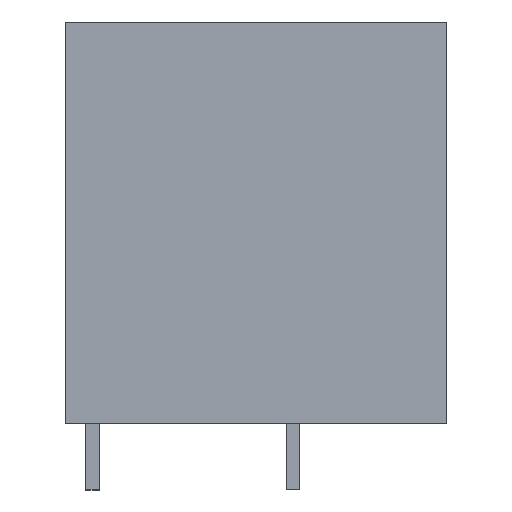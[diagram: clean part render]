
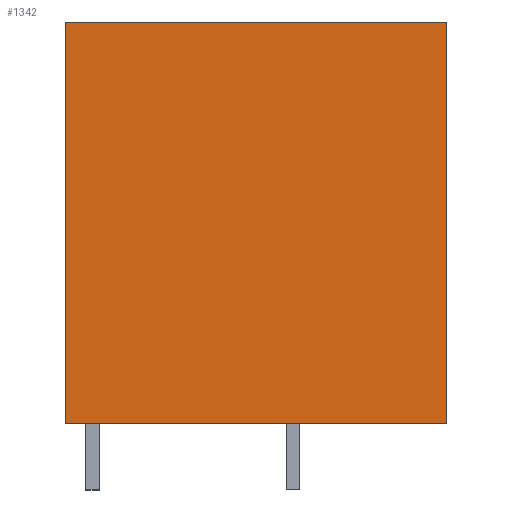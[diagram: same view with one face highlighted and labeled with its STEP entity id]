
A CAD part, left-side view. The second image highlights one B-rep face of the part: STEP entity #1342.
In plain terms, the highlighted planar face has unit normal (-1, 0, 0).
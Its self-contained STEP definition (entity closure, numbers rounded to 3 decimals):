
#1322=AXIS2_PLACEMENT_3D('Plane Axis2P3D',#1319,#1320,#1321) ;
#40=CARTESIAN_POINT('Vertex',(0.,0.,5.)) ;
#45=CARTESIAN_POINT('Line Origine',(0.,14.275,5.)) ;
#49=CARTESIAN_POINT('Vertex',(0.,28.55,5.)) ;
#736=CARTESIAN_POINT('Line Origine',(0.,0.,20.)) ;
#740=CARTESIAN_POINT('Vertex',(0.,0.,35.)) ;
#1319=CARTESIAN_POINT('Axis2P3D Location',(0.,28.55,0.)) ;
#1324=CARTESIAN_POINT('Line Origine',(0.,14.275,35.)) ;
#1328=CARTESIAN_POINT('Vertex',(0.,28.55,35.)) ;
#1331=CARTESIAN_POINT('Line Origine',(0.,28.55,20.)) ;
#46=DIRECTION('Vector Direction',(0.,-1.,0.)) ;
#737=DIRECTION('Vector Direction',(0.,0.,1.)) ;
#1320=DIRECTION('Axis2P3D Direction',(-1.,0.,0.)) ;
#1321=DIRECTION('Axis2P3D XDirection',(0.,-1.,0.)) ;
#1325=DIRECTION('Vector Direction',(0.,1.,0.)) ;
#1332=DIRECTION('Vector Direction',(0.,0.,-1.)) ;
#47=VECTOR('Line Direction',#46,1.) ;
#738=VECTOR('Line Direction',#737,1.) ;
#1326=VECTOR('Line Direction',#1325,1.) ;
#1333=VECTOR('Line Direction',#1332,1.) ;
#1337=ORIENTED_EDGE('',*,*,#51,.T.) ;
#1338=ORIENTED_EDGE('',*,*,#742,.T.) ;
#1339=ORIENTED_EDGE('',*,*,#1330,.T.) ;
#1340=ORIENTED_EDGE('',*,*,#1335,.T.) ;
#1342=ADVANCED_FACE('HOUSING',(#1341),#1323,.T.) ;
#51=EDGE_CURVE('',#50,#41,#48,.T.) ;
#742=EDGE_CURVE('',#41,#741,#739,.T.) ;
#1330=EDGE_CURVE('',#741,#1329,#1327,.T.) ;
#1335=EDGE_CURVE('',#1329,#50,#1334,.T.) ;
#1336=EDGE_LOOP('',(#1337,#1338,#1339,#1340)) ;
#1341=FACE_OUTER_BOUND('',#1336,.T.) ;
#48=LINE('Line',#45,#47) ;
#739=LINE('Line',#736,#738) ;
#1327=LINE('Line',#1324,#1326) ;
#1334=LINE('Line',#1331,#1333) ;
#1323=PLANE('',#1322) ;
#41=VERTEX_POINT('',#40) ;
#50=VERTEX_POINT('',#49) ;
#741=VERTEX_POINT('',#740) ;
#1329=VERTEX_POINT('',#1328) ;
